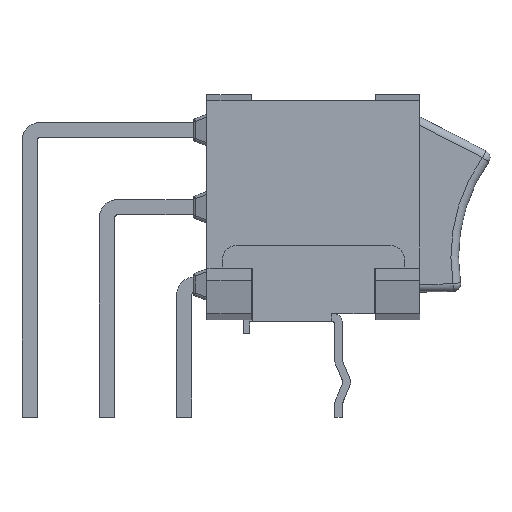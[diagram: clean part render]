
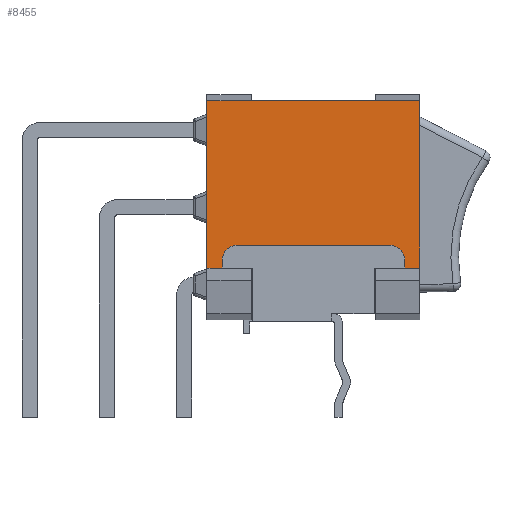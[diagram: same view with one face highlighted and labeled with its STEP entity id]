
A CAD part, top view. The second image highlights one B-rep face of the part: STEP entity #8455.
In plain terms, the highlighted planar face has unit normal (0, 0, 1).
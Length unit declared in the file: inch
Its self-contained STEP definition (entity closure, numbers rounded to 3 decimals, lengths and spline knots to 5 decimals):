
#5681=CARTESIAN_POINT('',(0.03937,-0.04921,0.08858));
#5682=VERTEX_POINT('',#5681);
#5689=CARTESIAN_POINT('',(0.01969,-0.0689,0.08858));
#5690=VERTEX_POINT('',#5689);
#5691=CARTESIAN_POINT('',(0.03937,-0.0689,0.08858));
#5692=DIRECTION('',(0.0,0.0,-1.0));
#5693=DIRECTION('',(-0.707,0.707,0.0));
#5694=AXIS2_PLACEMENT_3D('',#5691,#5692,#5693);
#5695=CIRCLE('',#5694,0.01969);
#5696=EDGE_CURVE('',#5690,#5682,#5695,.T.);
#5721=CARTESIAN_POINT('',(0.23622,-0.04921,0.08858));
#5722=VERTEX_POINT('',#5721);
#5729=CARTESIAN_POINT('',(0.03937,-0.04921,0.08858));
#5730=DIRECTION('',(1.0,0.0,0.0));
#5731=VECTOR('',#5730,0.19685);
#5732=LINE('',#5729,#5731);
#5733=EDGE_CURVE('',#5682,#5722,#5732,.T.);
#6023=CARTESIAN_POINT('',(0.25591,-0.0689,0.08858));
#6024=VERTEX_POINT('',#6023);
#6025=CARTESIAN_POINT('',(0.23622,-0.0689,0.08858));
#6026=DIRECTION('',(0.0,0.0,-1.0));
#6027=DIRECTION('',(0.707,0.707,0.0));
#6028=AXIS2_PLACEMENT_3D('',#6025,#6026,#6027);
#6029=CIRCLE('',#6028,0.01969);
#6030=EDGE_CURVE('',#5722,#6024,#6029,.T.);
#6058=CARTESIAN_POINT('',(0.25591,-0.07874,0.08858));
#6059=VERTEX_POINT('',#6058);
#6066=CARTESIAN_POINT('',(0.25591,-0.0689,0.08858));
#6067=DIRECTION('',(0.0,-1.0,0.0));
#6068=VECTOR('',#6067,0.00984);
#6069=LINE('',#6066,#6068);
#6070=EDGE_CURVE('',#6024,#6059,#6069,.T.);
#6696=CARTESIAN_POINT('',(0.01969,-0.07874,0.08858));
#6697=VERTEX_POINT('',#6696);
#6698=CARTESIAN_POINT('',(0.01969,-0.07874,0.08858));
#6699=DIRECTION('',(0.0,1.0,0.0));
#6700=VECTOR('',#6699,0.00984);
#6701=LINE('',#6698,#6700);
#6702=EDGE_CURVE('',#6697,#5690,#6701,.T.);
#6721=CARTESIAN_POINT('',(0.0,-0.07874,0.08858));
#6722=VERTEX_POINT('',#6721);
#6723=CARTESIAN_POINT('',(0.0,-0.07874,0.08858));
#6724=DIRECTION('',(1.0,0.0,0.0));
#6725=VECTOR('',#6724,0.01969);
#6726=LINE('',#6723,#6725);
#6727=EDGE_CURVE('',#6722,#6697,#6726,.T.);
#7529=CARTESIAN_POINT('',(0.2185,0.1378,0.08858));
#7530=VERTEX_POINT('',#7529);
#7577=CARTESIAN_POINT('',(0.05709,0.1378,0.08858));
#7578=VERTEX_POINT('',#7577);
#7691=CARTESIAN_POINT('',(0.05709,0.1378,0.08858));
#7692=DIRECTION('',(1.0,0.0,0.0));
#7693=VECTOR('',#7692,0.16142);
#7694=LINE('',#7691,#7693);
#7695=EDGE_CURVE('',#7578,#7530,#7694,.T.);
#7804=CARTESIAN_POINT('',(0.0,0.1378,0.08858));
#7805=VERTEX_POINT('',#7804);
#7812=CARTESIAN_POINT('',(0.0,0.1378,0.08858));
#7813=DIRECTION('',(1.0,0.0,0.0));
#7814=VECTOR('',#7813,0.05709);
#7815=LINE('',#7812,#7814);
#7816=EDGE_CURVE('',#7805,#7578,#7815,.T.);
#7827=CARTESIAN_POINT('',(0.27559,0.1378,0.08858));
#7828=VERTEX_POINT('',#7827);
#7829=CARTESIAN_POINT('',(0.2185,0.1378,0.08858));
#7830=DIRECTION('',(1.0,0.0,0.0));
#7831=VECTOR('',#7830,0.05709);
#7832=LINE('',#7829,#7831);
#7833=EDGE_CURVE('',#7530,#7828,#7832,.T.);
#8099=CARTESIAN_POINT('',(0.27559,-0.07874,0.08858));
#8100=VERTEX_POINT('',#8099);
#8107=CARTESIAN_POINT('',(0.25591,-0.07874,0.08858));
#8108=DIRECTION('',(1.0,0.0,0.0));
#8109=VECTOR('',#8108,0.01969);
#8110=LINE('',#8107,#8109);
#8111=EDGE_CURVE('',#6059,#8100,#8110,.T.);
#8426=CARTESIAN_POINT('',(-0.01378,-0.08957,0.08858));
#8427=DIRECTION('',(0.0,0.0,1.0));
#8428=DIRECTION('',(1.0,0.0,0.0));
#8429=AXIS2_PLACEMENT_3D('',#8426,#8427,#8428);
#8430=PLANE('',#8429);
#8431=ORIENTED_EDGE('',*,*,#6070,.T.);
#8432=ORIENTED_EDGE('',*,*,#8111,.T.);
#8433=CARTESIAN_POINT('',(0.27559,-0.07874,0.08858));
#8434=DIRECTION('',(0.0,1.0,0.0));
#8435=VECTOR('',#8434,0.21654);
#8436=LINE('',#8433,#8435);
#8437=EDGE_CURVE('',#8100,#7828,#8436,.T.);
#8438=ORIENTED_EDGE('',*,*,#8437,.T.);
#8439=ORIENTED_EDGE('',*,*,#7833,.F.);
#8440=ORIENTED_EDGE('',*,*,#7695,.F.);
#8441=ORIENTED_EDGE('',*,*,#7816,.F.);
#8442=CARTESIAN_POINT('',(0.0,0.1378,0.08858));
#8443=DIRECTION('',(0.0,-1.0,0.0));
#8444=VECTOR('',#8443,0.21654);
#8445=LINE('',#8442,#8444);
#8446=EDGE_CURVE('',#7805,#6722,#8445,.T.);
#8447=ORIENTED_EDGE('',*,*,#8446,.T.);
#8448=ORIENTED_EDGE('',*,*,#6727,.T.);
#8449=ORIENTED_EDGE('',*,*,#6702,.T.);
#8450=ORIENTED_EDGE('',*,*,#5696,.T.);
#8451=ORIENTED_EDGE('',*,*,#5733,.T.);
#8452=ORIENTED_EDGE('',*,*,#6030,.T.);
#8453=EDGE_LOOP('',(#8431,#8432,#8438,#8439,#8440,#8441,#8447,#8448,#8449,#8450,#8451,#8452));
#8454=FACE_OUTER_BOUND('',#8453,.T.);
#8455=ADVANCED_FACE('',(#8454),#8430,.T.);
